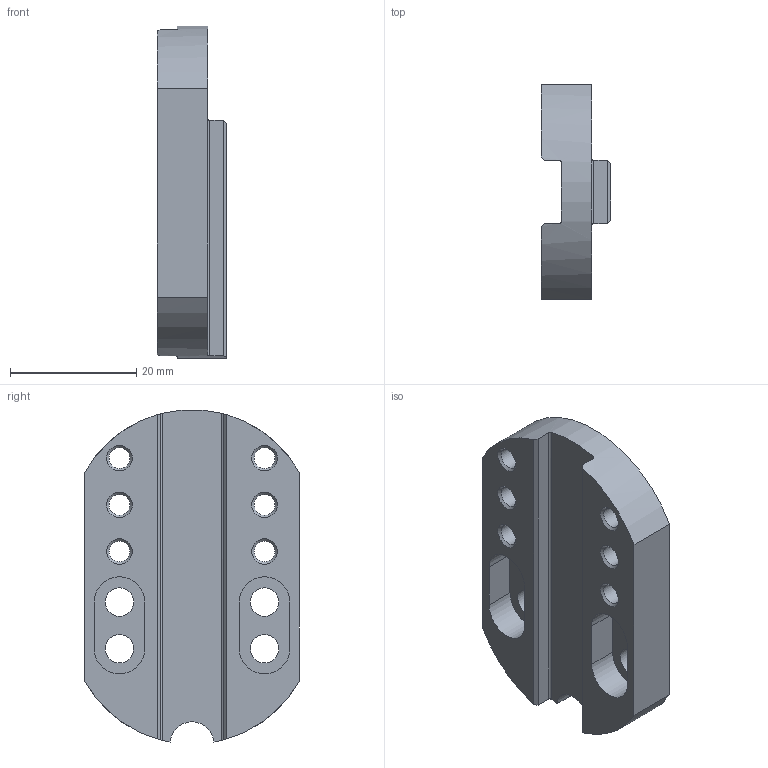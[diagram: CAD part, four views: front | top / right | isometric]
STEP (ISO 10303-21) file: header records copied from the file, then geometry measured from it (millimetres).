
FILE_DESCRIPTION (( 'STEP AP214' ), '1' );
FILE_NAME ('EH1.EB1.053.008.STEP', '2021-08-17T06:56:32', ( '' ), ( '' ), 'SwSTEP 2.0', 'SolidWorks 2017', '' );
FILE_SCHEMA (( 'AUTOMOTIVE_DESIGN' ));
Length unit declared in the file: millimetre
Products named in the file (1): EH1.EB1.053.008
Bounding box: 11 x 34 x 52.62 mm (x, y, z)
Volume: 10481.2 mm3; surface area: 5680.6 mm2
Topology: 1 solids, 1 shells, 208 faces, 571 edges, 379 vertices
Faces by surface type: plane 117, bspline 62, cylinder 23, cone 6
Full cylindrical faces by diameter (mm): 3.3 x6, 4.5 x4
Entity records: 11934 total; most frequent: CARTESIAN_POINT 5369, ORIENTED_EDGE 1100, DIRECTION 754, EDGE_CURVE 550, VERTEX_POINT 374, VECTOR 364, LINE 364, EDGE_LOOP 258
